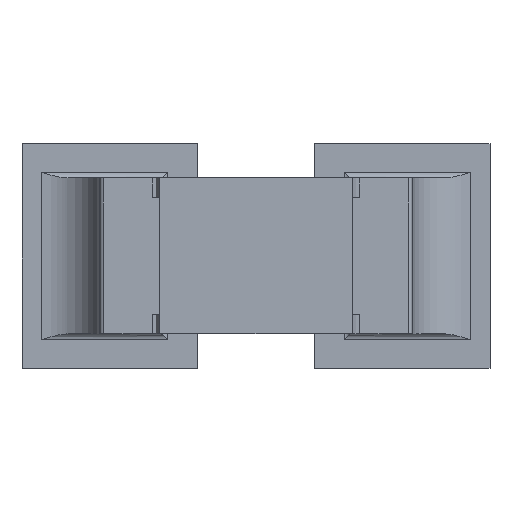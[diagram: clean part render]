
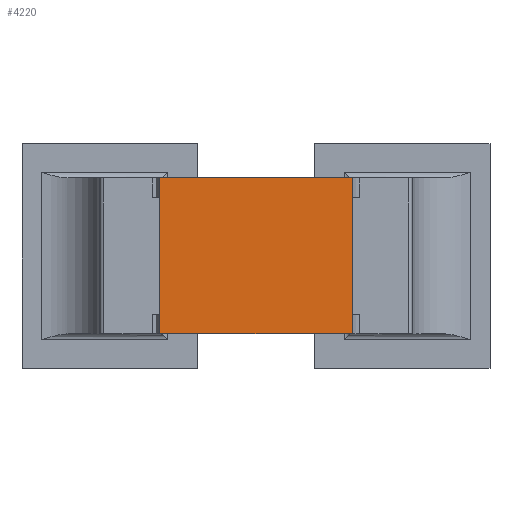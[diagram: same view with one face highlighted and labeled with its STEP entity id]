
A CAD part, top view. The second image highlights one B-rep face of the part: STEP entity #4220.
In plain terms, the highlighted planar face has unit normal (0, 0, 1).
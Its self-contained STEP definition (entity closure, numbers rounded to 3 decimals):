
#3960 = VERTEX_POINT('',#3961);
#3961 = CARTESIAN_POINT('',(-0.493,-0.4,0.45));
#3968 = PLANE('',#3969);
#3969 = AXIS2_PLACEMENT_3D('',#3970,#3971,#3972);
#3970 = CARTESIAN_POINT('',(0.,-0.4,0.432));
#3971 = DIRECTION('',(0.,1.,0.));
#3972 = DIRECTION('',(0.,0.,-1.));
#3980 = PLANE('',#3981);
#3981 = AXIS2_PLACEMENT_3D('',#3982,#3983,#3984);
#3982 = CARTESIAN_POINT('',(-0.513,-0.4,0.415));
#3983 = DIRECTION('',(-0.866,0.,0.5));
#3984 = DIRECTION('',(0.5,0.,0.866));
#3992 = EDGE_CURVE('',#3960,#3993,#3995,.T.);
#3993 = VERTEX_POINT('',#3994);
#3994 = CARTESIAN_POINT('',(0.493,-0.4,0.45));
#3995 = SURFACE_CURVE('',#3996,(#4000,#4007),.PCURVE_S1.);
#3996 = LINE('',#3997,#3998);
#3997 = CARTESIAN_POINT('',(-0.493,-0.4,0.45));
#3998 = VECTOR('',#3999,1.);
#3999 = DIRECTION('',(1.,0.,0.));
#4000 = PCURVE('',#3968,#4001);
#4001 = DEFINITIONAL_REPRESENTATION('',(#4002),#4006);
#4002 = LINE('',#4003,#4004);
#4003 = CARTESIAN_POINT('',(-0.018,0.493));
#4004 = VECTOR('',#4005,1.);
#4005 = DIRECTION('',(0.,-1.));
#4006 = ( GEOMETRIC_REPRESENTATION_CONTEXT(2) 
PARAMETRIC_REPRESENTATION_CONTEXT() REPRESENTATION_CONTEXT('2D SPACE',''
  ) );
#4007 = PCURVE('',#4008,#4013);
#4008 = PLANE('',#4009);
#4009 = AXIS2_PLACEMENT_3D('',#4010,#4011,#4012);
#4010 = CARTESIAN_POINT('',(-0.493,-0.4,0.45));
#4011 = DIRECTION('',(0.,0.,1.));
#4012 = DIRECTION('',(1.,0.,0.));
#4013 = DEFINITIONAL_REPRESENTATION('',(#4014),#4018);
#4014 = LINE('',#4015,#4016);
#4015 = CARTESIAN_POINT('',(0.,0.));
#4016 = VECTOR('',#4017,1.);
#4017 = DIRECTION('',(1.,0.));
#4018 = ( GEOMETRIC_REPRESENTATION_CONTEXT(2) 
PARAMETRIC_REPRESENTATION_CONTEXT() REPRESENTATION_CONTEXT('2D SPACE',''
  ) );
#4036 = PLANE('',#4037);
#4037 = AXIS2_PLACEMENT_3D('',#4038,#4039,#4040);
#4038 = CARTESIAN_POINT('',(0.513,-0.4,0.415));
#4039 = DIRECTION('',(0.866,0.,0.5));
#4040 = DIRECTION('',(0.5,0.,-0.866));
#4101 = EDGE_CURVE('',#3960,#4102,#4104,.T.);
#4102 = VERTEX_POINT('',#4103);
#4103 = CARTESIAN_POINT('',(-0.493,0.4,0.45));
#4104 = SURFACE_CURVE('',#4105,(#4109,#4116),.PCURVE_S1.);
#4105 = LINE('',#4106,#4107);
#4106 = CARTESIAN_POINT('',(-0.493,-0.4,0.45));
#4107 = VECTOR('',#4108,1.);
#4108 = DIRECTION('',(0.,1.,0.));
#4109 = PCURVE('',#3980,#4110);
#4110 = DEFINITIONAL_REPRESENTATION('',(#4111),#4115);
#4111 = LINE('',#4112,#4113);
#4112 = CARTESIAN_POINT('',(0.04,0.));
#4113 = VECTOR('',#4114,1.);
#4114 = DIRECTION('',(0.,1.));
#4115 = ( GEOMETRIC_REPRESENTATION_CONTEXT(2) 
PARAMETRIC_REPRESENTATION_CONTEXT() REPRESENTATION_CONTEXT('2D SPACE',''
  ) );
#4116 = PCURVE('',#4008,#4117);
#4117 = DEFINITIONAL_REPRESENTATION('',(#4118),#4122);
#4118 = LINE('',#4119,#4120);
#4119 = CARTESIAN_POINT('',(0.,0.));
#4120 = VECTOR('',#4121,1.);
#4121 = DIRECTION('',(0.,1.));
#4122 = ( GEOMETRIC_REPRESENTATION_CONTEXT(2) 
PARAMETRIC_REPRESENTATION_CONTEXT() REPRESENTATION_CONTEXT('2D SPACE',''
  ) );
#4138 = PLANE('',#4139);
#4139 = AXIS2_PLACEMENT_3D('',#4140,#4141,#4142);
#4140 = CARTESIAN_POINT('',(0.,0.4,0.432));
#4141 = DIRECTION('',(0.,1.,0.));
#4142 = DIRECTION('',(0.,0.,-1.));
#4154 = EDGE_CURVE('',#4102,#4155,#4157,.T.);
#4155 = VERTEX_POINT('',#4156);
#4156 = CARTESIAN_POINT('',(0.493,0.4,0.45));
#4157 = SURFACE_CURVE('',#4158,(#4162,#4169),.PCURVE_S1.);
#4158 = LINE('',#4159,#4160);
#4159 = CARTESIAN_POINT('',(-0.493,0.4,0.45));
#4160 = VECTOR('',#4161,1.);
#4161 = DIRECTION('',(1.,0.,0.));
#4162 = PCURVE('',#4138,#4163);
#4163 = DEFINITIONAL_REPRESENTATION('',(#4164),#4168);
#4164 = LINE('',#4165,#4166);
#4165 = CARTESIAN_POINT('',(-0.018,0.493));
#4166 = VECTOR('',#4167,1.);
#4167 = DIRECTION('',(0.,-1.));
#4168 = ( GEOMETRIC_REPRESENTATION_CONTEXT(2) 
PARAMETRIC_REPRESENTATION_CONTEXT() REPRESENTATION_CONTEXT('2D SPACE',''
  ) );
#4169 = PCURVE('',#4008,#4170);
#4170 = DEFINITIONAL_REPRESENTATION('',(#4171),#4175);
#4171 = LINE('',#4172,#4173);
#4172 = CARTESIAN_POINT('',(0.,0.8));
#4173 = VECTOR('',#4174,1.);
#4174 = DIRECTION('',(1.,0.));
#4175 = ( GEOMETRIC_REPRESENTATION_CONTEXT(2) 
PARAMETRIC_REPRESENTATION_CONTEXT() REPRESENTATION_CONTEXT('2D SPACE',''
  ) );
#4220 = ADVANCED_FACE('',(#4221),#4008,.T.);
#4221 = FACE_BOUND('',#4222,.T.);
#4222 = EDGE_LOOP('',(#4223,#4224,#4225,#4246));
#4223 = ORIENTED_EDGE('',*,*,#4101,.F.);
#4224 = ORIENTED_EDGE('',*,*,#3992,.T.);
#4225 = ORIENTED_EDGE('',*,*,#4226,.T.);
#4226 = EDGE_CURVE('',#3993,#4155,#4227,.T.);
#4227 = SURFACE_CURVE('',#4228,(#4232,#4239),.PCURVE_S1.);
#4228 = LINE('',#4229,#4230);
#4229 = CARTESIAN_POINT('',(0.493,-0.4,0.45));
#4230 = VECTOR('',#4231,1.);
#4231 = DIRECTION('',(0.,1.,0.));
#4232 = PCURVE('',#4008,#4233);
#4233 = DEFINITIONAL_REPRESENTATION('',(#4234),#4238);
#4234 = LINE('',#4235,#4236);
#4235 = CARTESIAN_POINT('',(0.985,0.));
#4236 = VECTOR('',#4237,1.);
#4237 = DIRECTION('',(0.,1.));
#4238 = ( GEOMETRIC_REPRESENTATION_CONTEXT(2) 
PARAMETRIC_REPRESENTATION_CONTEXT() REPRESENTATION_CONTEXT('2D SPACE',''
  ) );
#4239 = PCURVE('',#4036,#4240);
#4240 = DEFINITIONAL_REPRESENTATION('',(#4241),#4245);
#4241 = LINE('',#4242,#4243);
#4242 = CARTESIAN_POINT('',(-0.04,0.));
#4243 = VECTOR('',#4244,1.);
#4244 = DIRECTION('',(0.,1.));
#4245 = ( GEOMETRIC_REPRESENTATION_CONTEXT(2) 
PARAMETRIC_REPRESENTATION_CONTEXT() REPRESENTATION_CONTEXT('2D SPACE',''
  ) );
#4246 = ORIENTED_EDGE('',*,*,#4154,.F.);
